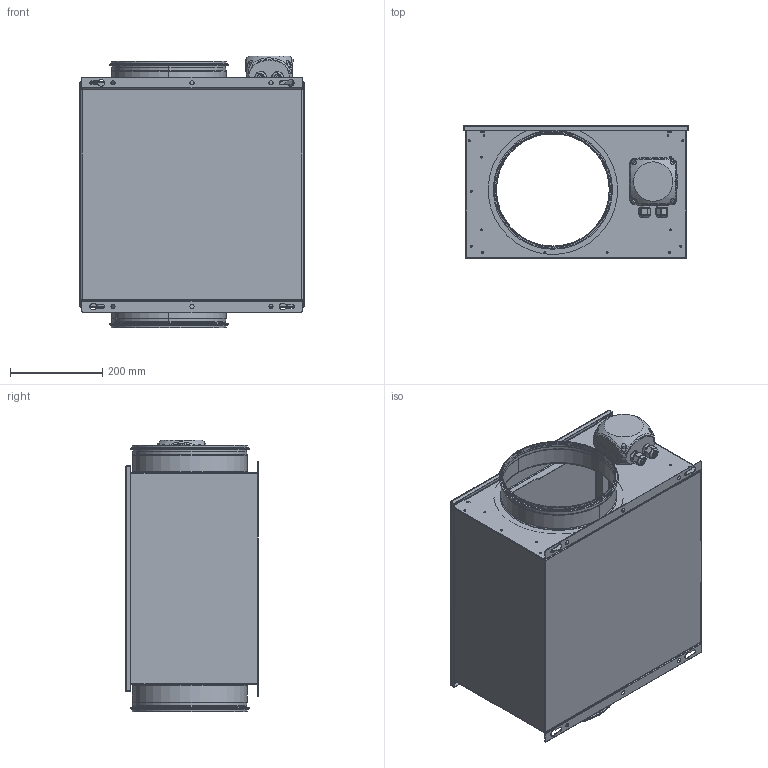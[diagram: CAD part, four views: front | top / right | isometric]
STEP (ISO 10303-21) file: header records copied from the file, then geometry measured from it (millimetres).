
FILE_DESCRIPTION (( 'STEP AP203' ), '1' );
FILE_NAME ('167199_00_ISOR250ECK01_step.step', '2023-03-24T11:28:29', ( '' ), ( '' ), 'SwSTEP 2.0', 'SolidWorks 2021', '' );
FILE_SCHEMA (( 'CONFIG_CONTROL_DESIGN' ));
Products named in the file (1): 167199_00_ISOR250ECK01_step
Bounding box: 486 x 286.8 x 588.5 mm (x, y, z)
Surface area: 2272320 mm2 (no closed solid volume)
Topology: 0 solids, 52 shells, 581 faces, 1748 edges, 1196 vertices
Faces by surface type: cylinder 270, plane 172, torus 60, bspline 49, cone 30
Entity records: 127941 total; most frequent: CARTESIAN_POINT 112195, DIRECTION 3351, ORIENTED_EDGE 2859, EDGE_CURVE 1748, AXIS2_PLACEMENT_3D 1286, VERTEX_POINT 1196, VECTOR 779, LINE 779
